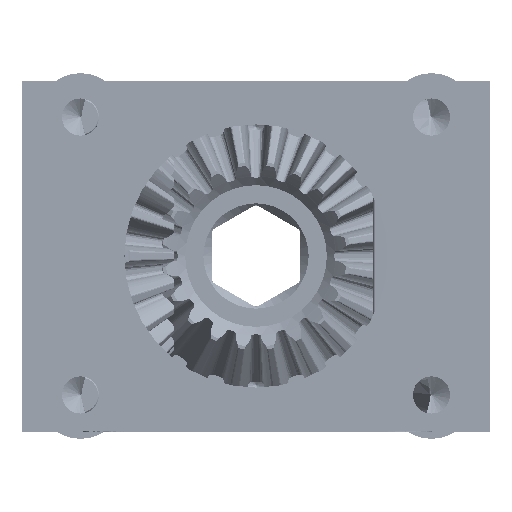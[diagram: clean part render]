
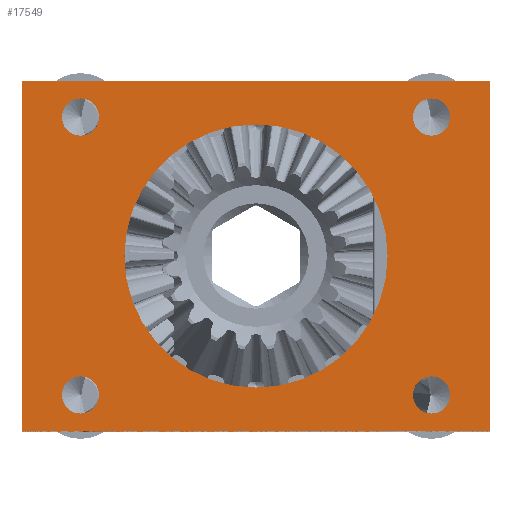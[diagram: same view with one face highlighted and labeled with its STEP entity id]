
A CAD part, front view. The second image highlights one B-rep face of the part: STEP entity #17549.
In plain terms, the highlighted planar face has unit normal (0, -1, 0).
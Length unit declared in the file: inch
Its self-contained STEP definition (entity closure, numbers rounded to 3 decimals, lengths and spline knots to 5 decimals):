
#875 = EDGE_LOOP ( 'NONE', ( #86976, #41320 ) ) ;
#1245 = VERTEX_POINT ( 'NONE', #99531 ) ;
#1513 = DIRECTION ( 'NONE',  ( 0., 0., -1. ) ) ;
#1951 = CARTESIAN_POINT ( 'NONE',  ( 0., -1., 0. ) ) ;
#1978 = CARTESIAN_POINT ( 'NONE',  ( 0., -1., -0.5625 ) ) ;
#2115 = FACE_OUTER_BOUND ( 'NONE', #98289, .T. ) ;
#2361 = AXIS2_PLACEMENT_3D ( 'NONE', #8560, #93734, #85102 ) ;
#3520 = CARTESIAN_POINT ( 'NONE',  ( 0.75, -1., -0.59375 ) ) ;
#5816 = CARTESIAN_POINT ( 'NONE',  ( 0., -1., 0.5625 ) ) ;
#6484 = CIRCLE ( 'NONE', #37439, 0.0795 ) ;
#7778 = FACE_BOUND ( 'NONE', #93180, .T. ) ;
#8560 = CARTESIAN_POINT ( 'NONE',  ( -0.75, -1., -0.59375 ) ) ;
#9808 = CARTESIAN_POINT ( 'NONE',  ( -0.75, -1., 0.59375 ) ) ;
#9811 = EDGE_CURVE ( 'NONE', #62251, #13120, #68281, .T. ) ;
#10253 = DIRECTION ( 'NONE',  ( 0., 0., -1. ) ) ;
#10554 = EDGE_CURVE ( 'NONE', #11113, #24124, #60185, .T. ) ;
#11113 = VERTEX_POINT ( 'NONE', #84825 ) ;
#11273 = VECTOR ( 'NONE', #19299, 39.37008 ) ;
#13120 = VERTEX_POINT ( 'NONE', #40673 ) ;
#13849 = CIRCLE ( 'NONE', #2361, 0.0795 ) ;
#15652 = ORIENTED_EDGE ( 'NONE', *, *, #9811, .F. ) ;
#16143 = ORIENTED_EDGE ( 'NONE', *, *, #70143, .F. ) ;
#16892 = VERTEX_POINT ( 'NONE', #19000 ) ;
#17028 = CARTESIAN_POINT ( 'NONE',  ( -0.75, -1., 0.59375 ) ) ;
#17549 = ADVANCED_FACE ( 'NONE', ( #54176, #79166, #71999, #55673, #7778, #2115 ), #93950, .F. ) ;
#18098 = AXIS2_PLACEMENT_3D ( 'NONE', #91578, #37489, #29850 ) ;
#18265 = AXIS2_PLACEMENT_3D ( 'NONE', #17028, #86386, #95562 ) ;
#18944 = ORIENTED_EDGE ( 'NONE', *, *, #55128, .F. ) ;
#18948 = CARTESIAN_POINT ( 'NONE',  ( -1., -1., 0.75 ) ) ;
#19000 = CARTESIAN_POINT ( 'NONE',  ( -1., -1., 0.75 ) ) ;
#19299 = DIRECTION ( 'NONE',  ( 1., 0., 0. ) ) ;
#22813 = VERTEX_POINT ( 'NONE', #40058 ) ;
#24124 = VERTEX_POINT ( 'NONE', #99697 ) ;
#24683 = CARTESIAN_POINT ( 'NONE',  ( 0.75, -1., -0.59375 ) ) ;
#25640 = DIRECTION ( 'NONE',  ( 0., -1., 0. ) ) ;
#26954 = ORIENTED_EDGE ( 'NONE', *, *, #54718, .F. ) ;
#27578 = EDGE_CURVE ( 'NONE', #77804, #44500, #93378, .T. ) ;
#29353 = VERTEX_POINT ( 'NONE', #62109 ) ;
#29739 = VERTEX_POINT ( 'NONE', #39950 ) ;
#29850 = DIRECTION ( 'NONE',  ( 0., 0., -1. ) ) ;
#30700 = EDGE_CURVE ( 'NONE', #16892, #29353, #35600, .T. ) ;
#30969 = AXIS2_PLACEMENT_3D ( 'NONE', #32229, #79662, #48527 ) ;
#31031 = DIRECTION ( 'NONE',  ( 0., -1., 0. ) ) ;
#31265 = DIRECTION ( 'NONE',  ( 0., 0., -1. ) ) ;
#32229 = CARTESIAN_POINT ( 'NONE',  ( -1., -1., 0.75 ) ) ;
#32529 = ORIENTED_EDGE ( 'NONE', *, *, #27578, .F. ) ;
#33028 = DIRECTION ( 'NONE',  ( 0., 0., -1. ) ) ;
#35600 = LINE ( 'NONE', #75357, #11273 ) ;
#36228 = LINE ( 'NONE', #61144, #55015 ) ;
#37064 = VECTOR ( 'NONE', #10253, 39.37008 ) ;
#37439 = AXIS2_PLACEMENT_3D ( 'NONE', #9808, #25640, #40905 ) ;
#37489 = DIRECTION ( 'NONE',  ( 0., -1., 0. ) ) ;
#37956 = ORIENTED_EDGE ( 'NONE', *, *, #10554, .F. ) ;
#39950 = CARTESIAN_POINT ( 'NONE',  ( -0.75, -1., -0.51425 ) ) ;
#40058 = CARTESIAN_POINT ( 'NONE',  ( -0.75, -1., 0.51425 ) ) ;
#40616 = EDGE_LOOP ( 'NONE', ( #26954, #15652 ) ) ;
#40673 = CARTESIAN_POINT ( 'NONE',  ( 0.75, -1., 0.51425 ) ) ;
#40905 = DIRECTION ( 'NONE',  ( 0., 0., -1. ) ) ;
#41320 = ORIENTED_EDGE ( 'NONE', *, *, #96488, .F. ) ;
#42077 = AXIS2_PLACEMENT_3D ( 'NONE', #24683, #79743, #88414 ) ;
#44500 = VERTEX_POINT ( 'NONE', #5816 ) ;
#44531 = CARTESIAN_POINT ( 'NONE',  ( 0.75, -1., 0.59375 ) ) ;
#45323 = DIRECTION ( 'NONE',  ( 1., 0., 0. ) ) ;
#47295 = ORIENTED_EDGE ( 'NONE', *, *, #93450, .T. ) ;
#47464 = CIRCLE ( 'NONE', #18265, 0.0795 ) ;
#47794 = EDGE_LOOP ( 'NONE', ( #18944, #66289 ) ) ;
#48527 = DIRECTION ( 'NONE',  ( 0., 0., 1. ) ) ;
#49064 = CARTESIAN_POINT ( 'NONE',  ( 0.75, -1., 0.67325 ) ) ;
#49364 = ORIENTED_EDGE ( 'NONE', *, *, #100405, .F. ) ;
#50232 = VERTEX_POINT ( 'NONE', #59484 ) ;
#52154 = AXIS2_PLACEMENT_3D ( 'NONE', #1951, #86649, #63652 ) ;
#54176 = FACE_BOUND ( 'NONE', #93935, .T. ) ;
#54718 = EDGE_CURVE ( 'NONE', #13120, #62251, #99590, .T. ) ;
#55015 = VECTOR ( 'NONE', #45323, 39.37008 ) ;
#55076 = CIRCLE ( 'NONE', #42077, 0.0795 ) ;
#55128 = EDGE_CURVE ( 'NONE', #22813, #1245, #47464, .T. ) ;
#55303 = CARTESIAN_POINT ( 'NONE',  ( -0.75, -1., -0.67325 ) ) ;
#55472 = CIRCLE ( 'NONE', #18098, 0.0795 ) ;
#55673 = FACE_BOUND ( 'NONE', #47794, .T. ) ;
#57241 = AXIS2_PLACEMENT_3D ( 'NONE', #44531, #83841, #31265 ) ;
#58266 = VECTOR ( 'NONE', #1513, 39.37008 ) ;
#59484 = CARTESIAN_POINT ( 'NONE',  ( 1., -1., -0.75 ) ) ;
#60185 = CIRCLE ( 'NONE', #99320, 0.0795 ) ;
#61144 = CARTESIAN_POINT ( 'NONE',  ( -1., -1., -0.75 ) ) ;
#62109 = CARTESIAN_POINT ( 'NONE',  ( 1., -1., 0.75 ) ) ;
#62251 = VERTEX_POINT ( 'NONE', #49064 ) ;
#63652 = DIRECTION ( 'NONE',  ( 0., 0., -1. ) ) ;
#65206 = DIRECTION ( 'NONE',  ( 0., 0., -1. ) ) ;
#66289 = ORIENTED_EDGE ( 'NONE', *, *, #95787, .F. ) ;
#67283 = DIRECTION ( 'NONE',  ( 0., -1., 0. ) ) ;
#67780 = DIRECTION ( 'NONE',  ( 0., 0., -1. ) ) ;
#67863 = ORIENTED_EDGE ( 'NONE', *, *, #30700, .F. ) ;
#68281 = CIRCLE ( 'NONE', #81344, 0.0795 ) ;
#70143 = EDGE_CURVE ( 'NONE', #44500, #77804, #96149, .T. ) ;
#70239 = ORIENTED_EDGE ( 'NONE', *, *, #94019, .F. ) ;
#70767 = EDGE_CURVE ( 'NONE', #79504, #29739, #55472, .T. ) ;
#71398 = CARTESIAN_POINT ( 'NONE',  ( 1., -1., 0.75 ) ) ;
#71999 = FACE_BOUND ( 'NONE', #875, .T. ) ;
#73386 = DIRECTION ( 'NONE',  ( 0., -1., 0. ) ) ;
#75357 = CARTESIAN_POINT ( 'NONE',  ( -1., -1., 0.75 ) ) ;
#75697 = CARTESIAN_POINT ( 'NONE',  ( -1., -1., -0.75 ) ) ;
#77804 = VERTEX_POINT ( 'NONE', #1978 ) ;
#78746 = AXIS2_PLACEMENT_3D ( 'NONE', #89797, #67283, #67780 ) ;
#79166 = FACE_BOUND ( 'NONE', #40616, .T. ) ;
#79504 = VERTEX_POINT ( 'NONE', #55303 ) ;
#79662 = DIRECTION ( 'NONE',  ( 0., 1., 0. ) ) ;
#79743 = DIRECTION ( 'NONE',  ( 0., -1., 0. ) ) ;
#80913 = EDGE_CURVE ( 'NONE', #16892, #91766, #96462, .T. ) ;
#81344 = AXIS2_PLACEMENT_3D ( 'NONE', #93739, #31031, #33028 ) ;
#83841 = DIRECTION ( 'NONE',  ( 0., -1., 0. ) ) ;
#84825 = CARTESIAN_POINT ( 'NONE',  ( 0.75, -1., -0.67325 ) ) ;
#85102 = DIRECTION ( 'NONE',  ( 0., 0., -1. ) ) ;
#86386 = DIRECTION ( 'NONE',  ( 0., -1., 0. ) ) ;
#86649 = DIRECTION ( 'NONE',  ( 0., -1., 0. ) ) ;
#86976 = ORIENTED_EDGE ( 'NONE', *, *, #70767, .F. ) ;
#88414 = DIRECTION ( 'NONE',  ( 0., 0., -1. ) ) ;
#89797 = CARTESIAN_POINT ( 'NONE',  ( 0., -1., 0. ) ) ;
#90123 = ORIENTED_EDGE ( 'NONE', *, *, #80913, .T. ) ;
#91578 = CARTESIAN_POINT ( 'NONE',  ( -0.75, -1., -0.59375 ) ) ;
#91766 = VERTEX_POINT ( 'NONE', #75697 ) ;
#93180 = EDGE_LOOP ( 'NONE', ( #32529, #16143 ) ) ;
#93378 = CIRCLE ( 'NONE', #78746, 0.5625 ) ;
#93450 = EDGE_CURVE ( 'NONE', #91766, #50232, #36228, .T. ) ;
#93734 = DIRECTION ( 'NONE',  ( 0., -1., 0. ) ) ;
#93739 = CARTESIAN_POINT ( 'NONE',  ( 0.75, -1., 0.59375 ) ) ;
#93935 = EDGE_LOOP ( 'NONE', ( #37956, #70239 ) ) ;
#93950 = PLANE ( 'NONE',  #30969 ) ;
#94019 = EDGE_CURVE ( 'NONE', #24124, #11113, #55076, .T. ) ;
#94357 = LINE ( 'NONE', #71398, #58266 ) ;
#95562 = DIRECTION ( 'NONE',  ( 0., 0., -1. ) ) ;
#95787 = EDGE_CURVE ( 'NONE', #1245, #22813, #6484, .T. ) ;
#96149 = CIRCLE ( 'NONE', #52154, 0.5625 ) ;
#96462 = LINE ( 'NONE', #18948, #37064 ) ;
#96488 = EDGE_CURVE ( 'NONE', #29739, #79504, #13849, .T. ) ;
#98289 = EDGE_LOOP ( 'NONE', ( #90123, #47295, #49364, #67863 ) ) ;
#99320 = AXIS2_PLACEMENT_3D ( 'NONE', #3520, #73386, #65206 ) ;
#99531 = CARTESIAN_POINT ( 'NONE',  ( -0.75, -1., 0.67325 ) ) ;
#99590 = CIRCLE ( 'NONE', #57241, 0.0795 ) ;
#99697 = CARTESIAN_POINT ( 'NONE',  ( 0.75, -1., -0.51425 ) ) ;
#100405 = EDGE_CURVE ( 'NONE', #29353, #50232, #94357, .T. ) ;
